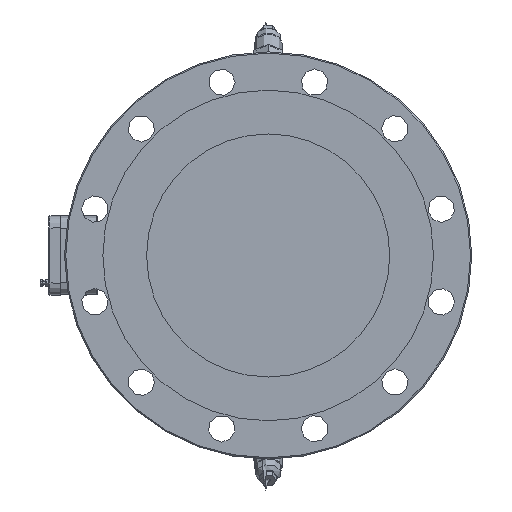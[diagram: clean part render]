
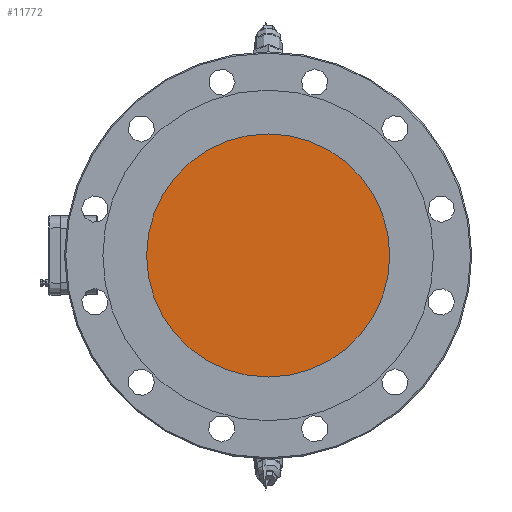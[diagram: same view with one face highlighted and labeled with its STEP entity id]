
A CAD part, left-side view. The second image highlights one B-rep face of the part: STEP entity #11772.
In plain terms, the highlighted planar face has unit normal (-1, 0, 0).
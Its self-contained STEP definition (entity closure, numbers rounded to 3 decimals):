
#2757=PLANE('',#12589);
#3427=FACE_OUTER_BOUND('',#4161,.T.);
#4161=EDGE_LOOP('',(#9298));
#4617=CIRCLE('',#12572,111.);
#5415=VERTEX_POINT('',#21321);
#6773=EDGE_CURVE('',#5415,#5415,#4617,.T.);
#9298=ORIENTED_EDGE('',*,*,#6773,.F.);
#11772=ADVANCED_FACE('',(#3427),#2757,.T.);
#12572=AXIS2_PLACEMENT_3D('',#21322,#14736,#14737);
#12589=AXIS2_PLACEMENT_3D('',#21472,#14782,#14783);
#14736=DIRECTION('center_axis',(1.,0.,0.));
#14737=DIRECTION('ref_axis',(0.,0.,-1.));
#14782=DIRECTION('center_axis',(-1.,0.,0.));
#14783=DIRECTION('ref_axis',(0.,0.,-1.));
#21321=CARTESIAN_POINT('',(-270.,0.,-111.));
#21322=CARTESIAN_POINT('Origin',(-270.,0.,0.));
#21472=CARTESIAN_POINT('Origin',(-270.,0.,0.));
